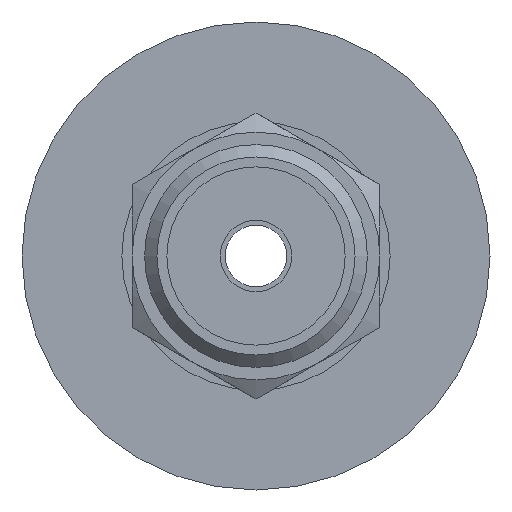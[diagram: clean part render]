
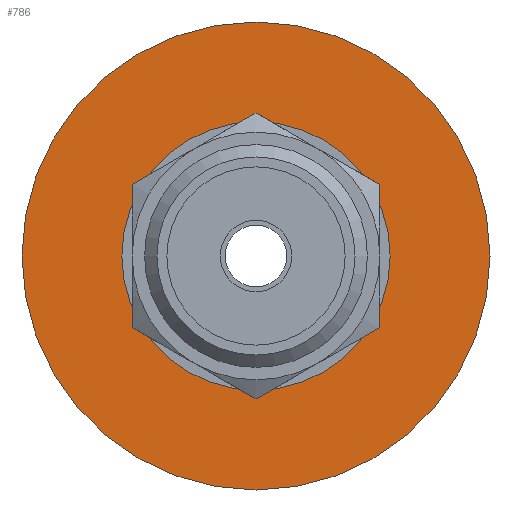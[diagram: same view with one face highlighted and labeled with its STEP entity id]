
A CAD part, front view. The second image highlights one B-rep face of the part: STEP entity #786.
In plain terms, the highlighted planar face has unit normal (0, -1, 0).
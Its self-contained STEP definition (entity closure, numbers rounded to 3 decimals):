
#116=FACE_BOUND('',#217,.T.);
#129=PLANE('',#962);
#167=FACE_OUTER_BOUND('',#216,.T.);
#216=EDGE_LOOP('',(#581,#582));
#217=EDGE_LOOP('',(#583,#584));
#316=CIRCLE('',#950,15.);
#317=CIRCLE('',#951,15.);
#322=CIRCLE('',#960,8.6);
#323=CIRCLE('',#961,8.6);
#377=VERTEX_POINT('',#1334);
#378=VERTEX_POINT('',#1336);
#383=VERTEX_POINT('',#1352);
#384=VERTEX_POINT('',#1354);
#452=EDGE_CURVE('',#377,#378,#316,.T.);
#453=EDGE_CURVE('',#378,#377,#317,.T.);
#460=EDGE_CURVE('',#384,#383,#322,.T.);
#461=EDGE_CURVE('',#383,#384,#323,.T.);
#581=ORIENTED_EDGE('',*,*,#453,.F.);
#582=ORIENTED_EDGE('',*,*,#452,.F.);
#583=ORIENTED_EDGE('',*,*,#460,.T.);
#584=ORIENTED_EDGE('',*,*,#461,.T.);
#786=ADVANCED_FACE('',(#167,#116),#129,.T.);
#950=AXIS2_PLACEMENT_3D('',#1337,#1079,#1080);
#951=AXIS2_PLACEMENT_3D('',#1338,#1081,#1082);
#960=AXIS2_PLACEMENT_3D('',#1355,#1101,#1102);
#961=AXIS2_PLACEMENT_3D('',#1356,#1103,#1104);
#962=AXIS2_PLACEMENT_3D('',#1357,#1105,#1106);
#1079=DIRECTION('center_axis',(0.,1.,0.));
#1080=DIRECTION('ref_axis',(1.,0.,0.));
#1081=DIRECTION('center_axis',(0.,1.,0.));
#1082=DIRECTION('ref_axis',(1.,0.,0.));
#1101=DIRECTION('center_axis',(0.,1.,0.));
#1102=DIRECTION('ref_axis',(1.,0.,0.));
#1103=DIRECTION('center_axis',(0.,1.,0.));
#1104=DIRECTION('ref_axis',(1.,0.,0.));
#1105=DIRECTION('center_axis',(0.,-1.,0.));
#1106=DIRECTION('ref_axis',(0.,0.,-1.));
#1334=CARTESIAN_POINT('',(15.,0.,0.));
#1336=CARTESIAN_POINT('',(-15.,0.,0.));
#1337=CARTESIAN_POINT('Origin',(0.,0.,0.));
#1338=CARTESIAN_POINT('Origin',(0.,0.,0.));
#1352=CARTESIAN_POINT('',(8.6,0.,0.));
#1354=CARTESIAN_POINT('',(-8.6,0.,0.));
#1355=CARTESIAN_POINT('Origin',(0.,0.,0.));
#1356=CARTESIAN_POINT('Origin',(0.,0.,0.));
#1357=CARTESIAN_POINT('Origin',(-15.,0.,0.));
